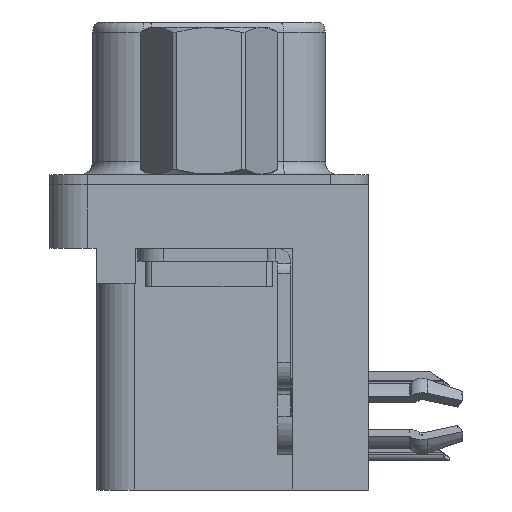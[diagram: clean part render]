
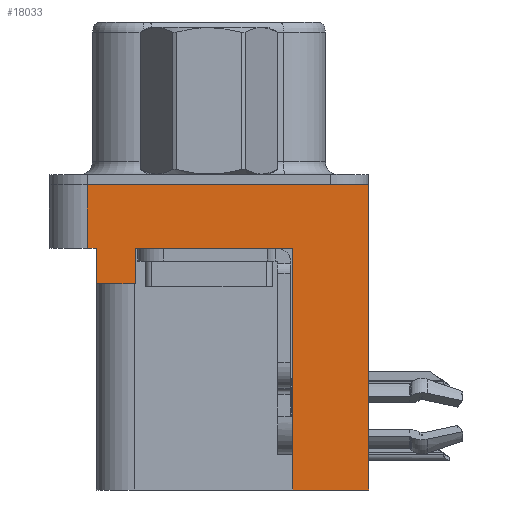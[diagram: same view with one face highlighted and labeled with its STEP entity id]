
A CAD part, left-side view. The second image highlights one B-rep face of the part: STEP entity #18033.
In plain terms, the highlighted planar face has unit normal (-1, 0, 0).
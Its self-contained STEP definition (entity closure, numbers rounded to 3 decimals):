
#2 = ORIENTED_EDGE ( 'NONE', *, *, #23767, .F. ) ;
#485 = VECTOR ( 'NONE', #30245, 1000. ) ;
#518 = CARTESIAN_POINT ( 'NONE',  ( -2.91, -6.275, 0. ) ) ;
#591 = VERTEX_POINT ( 'NONE', #26331 ) ;
#1257 = DIRECTION ( 'NONE',  ( 0., -1., 0. ) ) ;
#1584 = EDGE_CURVE ( 'NONE', #8392, #8861, #13731, .T. ) ;
#1588 = CARTESIAN_POINT ( 'NONE',  ( -2.91, 4.775, 0. ) ) ;
#1710 = VECTOR ( 'NONE', #12109, 1000. ) ;
#2521 = LINE ( 'NONE', #8996, #485 ) ;
#2722 = CARTESIAN_POINT ( 'NONE',  ( -2.91, -6.275, -2.5 ) ) ;
#3077 = VERTEX_POINT ( 'NONE', #26468 ) ;
#3371 = ORIENTED_EDGE ( 'NONE', *, *, #7300, .F. ) ;
#3464 = DIRECTION ( 'NONE',  ( 0., 1., 0. ) ) ;
#4029 = CARTESIAN_POINT ( 'NONE',  ( -2.91, 4.775, -2.5 ) ) ;
#4347 = FACE_OUTER_BOUND ( 'NONE', #8589, .T. ) ;
#4524 = ORIENTED_EDGE ( 'NONE', *, *, #33417, .F. ) ;
#4562 = LINE ( 'NONE', #21983, #28599 ) ;
#5265 = DIRECTION ( 'NONE',  ( -1., 0., 0. ) ) ;
#5620 = CARTESIAN_POINT ( 'NONE',  ( -2.91, 4.425, -3.9 ) ) ;
#5922 = LINE ( 'NONE', #30666, #14813 ) ;
#6309 = VERTEX_POINT ( 'NONE', #12284 ) ;
#7300 = EDGE_CURVE ( 'NONE', #8861, #591, #2521, .T. ) ;
#7562 = CARTESIAN_POINT ( 'NONE',  ( -2.91, -6.275, -2.5 ) ) ;
#8392 = VERTEX_POINT ( 'NONE', #20358 ) ;
#8402 = CARTESIAN_POINT ( 'NONE',  ( -2.91, -3.295, -12. ) ) ;
#8511 = CARTESIAN_POINT ( 'NONE',  ( -2.91, 2.895, -2.5 ) ) ;
#8589 = EDGE_LOOP ( 'NONE', ( #15553, #4524, #18997, #11555, #2, #14762, #25357, #3371, #16538, #18601 ) ) ;
#8861 = VERTEX_POINT ( 'NONE', #8402 ) ;
#8996 = CARTESIAN_POINT ( 'NONE',  ( -2.91, -3.295, -12. ) ) ;
#10969 = EDGE_CURVE ( 'NONE', #6309, #33095, #4562, .T. ) ;
#11555 = ORIENTED_EDGE ( 'NONE', *, *, #21167, .F. ) ;
#12109 = DIRECTION ( 'NONE',  ( 0., -1., 0. ) ) ;
#12284 = CARTESIAN_POINT ( 'NONE',  ( -2.91, 4.775, -2.5 ) ) ;
#13195 = PLANE ( 'NONE',  #13243 ) ;
#13243 = AXIS2_PLACEMENT_3D ( 'NONE', #2722, #5265, #23578 ) ;
#13731 = LINE ( 'NONE', #24427, #32874 ) ;
#14762 = ORIENTED_EDGE ( 'NONE', *, *, #22772, .T. ) ;
#14813 = VECTOR ( 'NONE', #17792, 1000. ) ;
#15083 = VERTEX_POINT ( 'NONE', #24183 ) ;
#15420 = CARTESIAN_POINT ( 'NONE',  ( -2.91, -6.275, 0. ) ) ;
#15553 = ORIENTED_EDGE ( 'NONE', *, *, #33245, .F. ) ;
#16538 = ORIENTED_EDGE ( 'NONE', *, *, #1584, .F. ) ;
#16657 = DIRECTION ( 'NONE',  ( 0., 0., 1. ) ) ;
#16807 = VERTEX_POINT ( 'NONE', #8511 ) ;
#17133 = VECTOR ( 'NONE', #31624, 1000. ) ;
#17644 = DIRECTION ( 'NONE',  ( 0., 0., 1. ) ) ;
#17792 = DIRECTION ( 'NONE',  ( 0., 1., 0. ) ) ;
#18033 = ADVANCED_FACE ( 'NONE', ( #4347 ), #13195, .T. ) ;
#18601 = ORIENTED_EDGE ( 'NONE', *, *, #30355, .T. ) ;
#18997 = ORIENTED_EDGE ( 'NONE', *, *, #10969, .T. ) ;
#20165 = CARTESIAN_POINT ( 'NONE',  ( -2.91, -6.275, -2.5 ) ) ;
#20358 = CARTESIAN_POINT ( 'NONE',  ( -2.91, -6.275, -12. ) ) ;
#20536 = CARTESIAN_POINT ( 'NONE',  ( -2.91, 4.425, -2.5 ) ) ;
#20780 = VECTOR ( 'NONE', #16657, 1000. ) ;
#21167 = EDGE_CURVE ( 'NONE', #3077, #33095, #24877, .T. ) ;
#21983 = CARTESIAN_POINT ( 'NONE',  ( -2.91, -6.275, -2.5 ) ) ;
#22769 = VERTEX_POINT ( 'NONE', #518 ) ;
#22772 = EDGE_CURVE ( 'NONE', #15083, #16807, #27972, .T. ) ;
#23578 = DIRECTION ( 'NONE',  ( 0., 0., 1. ) ) ;
#23767 = EDGE_CURVE ( 'NONE', #15083, #3077, #5922, .T. ) ;
#23992 = DIRECTION ( 'NONE',  ( 0., 0., 1. ) ) ;
#24183 = CARTESIAN_POINT ( 'NONE',  ( -2.91, 2.895, -3.9 ) ) ;
#24427 = CARTESIAN_POINT ( 'NONE',  ( -2.91, -3.295, -12. ) ) ;
#24877 = LINE ( 'NONE', #5620, #17133 ) ;
#25357 = ORIENTED_EDGE ( 'NONE', *, *, #27955, .T. ) ;
#26182 = LINE ( 'NONE', #20165, #1710 ) ;
#26331 = CARTESIAN_POINT ( 'NONE',  ( -2.91, -3.295, -2.5 ) ) ;
#26468 = CARTESIAN_POINT ( 'NONE',  ( -2.91, 4.425, -3.9 ) ) ;
#26502 = LINE ( 'NONE', #4029, #20780 ) ;
#26924 = VECTOR ( 'NONE', #28527, 1000. ) ;
#27955 = EDGE_CURVE ( 'NONE', #16807, #591, #26182, .T. ) ;
#27972 = LINE ( 'NONE', #31922, #31602 ) ;
#28102 = LINE ( 'NONE', #7562, #30941 ) ;
#28527 = DIRECTION ( 'NONE',  ( 0., -1., 0. ) ) ;
#28599 = VECTOR ( 'NONE', #1257, 1000. ) ;
#30245 = DIRECTION ( 'NONE',  ( 0., 0., 1. ) ) ;
#30355 = EDGE_CURVE ( 'NONE', #8392, #22769, #28102, .T. ) ;
#30666 = CARTESIAN_POINT ( 'NONE',  ( -2.91, 4.425, -3.9 ) ) ;
#30941 = VECTOR ( 'NONE', #17644, 1000. ) ;
#31036 = LINE ( 'NONE', #15420, #26924 ) ;
#31486 = VERTEX_POINT ( 'NONE', #1588 ) ;
#31602 = VECTOR ( 'NONE', #23992, 1000. ) ;
#31624 = DIRECTION ( 'NONE',  ( 0., 0., 1. ) ) ;
#31922 = CARTESIAN_POINT ( 'NONE',  ( -2.91, 2.895, -3.9 ) ) ;
#32874 = VECTOR ( 'NONE', #3464, 1000. ) ;
#33095 = VERTEX_POINT ( 'NONE', #20536 ) ;
#33245 = EDGE_CURVE ( 'NONE', #31486, #22769, #31036, .T. ) ;
#33417 = EDGE_CURVE ( 'NONE', #6309, #31486, #26502, .T. ) ;
